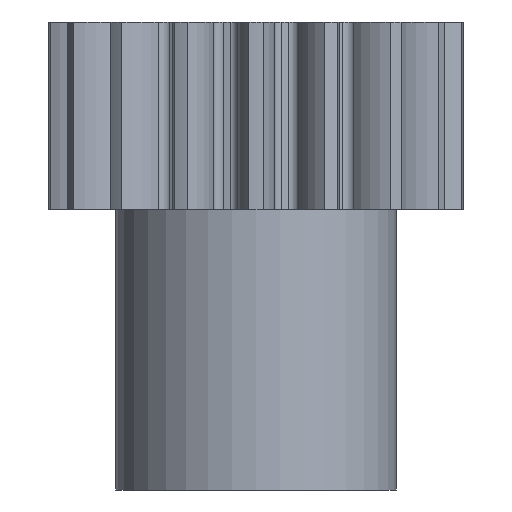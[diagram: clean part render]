
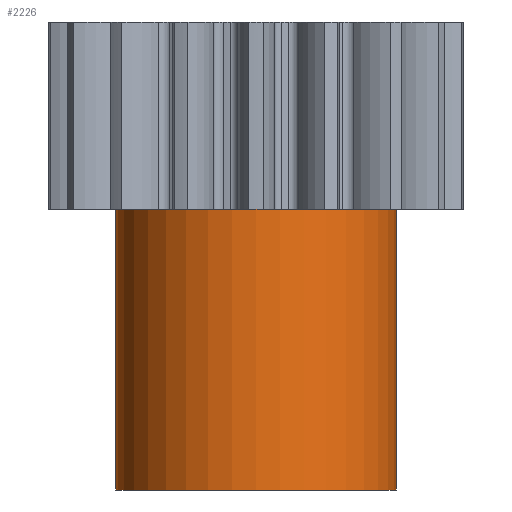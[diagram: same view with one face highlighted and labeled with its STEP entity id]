
A CAD part, front view. The second image highlights one B-rep face of the part: STEP entity #2226.
In plain terms, the highlighted cylindrical face has radius 4.5 mm (diameter 9 mm), a partial arc.
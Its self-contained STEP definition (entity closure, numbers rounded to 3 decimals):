
#7 = DIRECTION ( 'NONE',  ( 0., 0., 1. ) ) ;
#9 = LINE ( 'NONE', #26, #16 ) ;
#16 = VECTOR ( 'NONE', #7, 1000. ) ;
#26 = CARTESIAN_POINT ( 'NONE',  ( 4.5, 0., -9. ) ) ;
#34 = CARTESIAN_POINT ( 'NONE',  ( 0., 0., -9. ) ) ;
#36 = CYLINDRICAL_SURFACE ( 'NONE', #106, 4.5 ) ;
#44 = CARTESIAN_POINT ( 'NONE',  ( 0., 0., -9. ) ) ;
#74 = DIRECTION ( 'NONE',  ( 1., 0., 0. ) ) ;
#75 = DIRECTION ( 'NONE',  ( 0., 0., 1. ) ) ;
#82 = DIRECTION ( 'NONE',  ( 0., 0., 1. ) ) ;
#97 = FACE_OUTER_BOUND ( 'NONE', #2188, .T. ) ;
#106 = AXIS2_PLACEMENT_3D ( 'NONE', #34, #75, #74 ) ;
#108 = AXIS2_PLACEMENT_3D ( 'NONE', #44, #82, #121 ) ;
#121 = DIRECTION ( 'NONE',  ( 1., 0., 0. ) ) ;
#130 = CIRCLE ( 'NONE', #108, 4.5 ) ;
#168 = CARTESIAN_POINT ( 'NONE',  ( -4.5, 0., 0. ) ) ;
#171 = CARTESIAN_POINT ( 'NONE',  ( -4.5, 0., -9. ) ) ;
#205 = CARTESIAN_POINT ( 'NONE',  ( 4.5, 0., -9. ) ) ;
#277 = LINE ( 'NONE', #309, #311 ) ;
#309 = CARTESIAN_POINT ( 'NONE',  ( -4.5, 0., -9. ) ) ;
#310 = DIRECTION ( 'NONE',  ( 0., 0., 1. ) ) ;
#311 = VECTOR ( 'NONE', #310, 1000. ) ;
#421 = CARTESIAN_POINT ( 'NONE',  ( 4.5, 0., 0. ) ) ;
#1103 = CARTESIAN_POINT ( 'NONE',  ( 0., 0., 0. ) ) ;
#1104 = DIRECTION ( 'NONE',  ( 1., 0., 0. ) ) ;
#1118 = DIRECTION ( 'NONE',  ( 0., 0., 1. ) ) ;
#1129 = CIRCLE ( 'NONE', #1140, 4.5 ) ;
#1140 = AXIS2_PLACEMENT_3D ( 'NONE', #1103, #1118, #1104 ) ;
#2188 = EDGE_LOOP ( 'NONE', ( #2242, #2203, #2193, #2192 ) ) ;
#2192 = ORIENTED_EDGE ( 'NONE', *, *, #2730, .F. ) ;
#2193 = ORIENTED_EDGE ( 'NONE', *, *, #2269, .T. ) ;
#2202 = EDGE_CURVE ( 'NONE', #2274, #2296, #130, .T. ) ;
#2203 = ORIENTED_EDGE ( 'NONE', *, *, #2202, .T. ) ;
#2226 = ADVANCED_FACE ( 'NONE', ( #97 ), #36, .T. ) ;
#2242 = ORIENTED_EDGE ( 'NONE', *, *, #2327, .F. ) ;
#2269 = EDGE_CURVE ( 'NONE', #2296, #2365, #9, .T. ) ;
#2273 = VERTEX_POINT ( 'NONE', #168 ) ;
#2274 = VERTEX_POINT ( 'NONE', #171 ) ;
#2296 = VERTEX_POINT ( 'NONE', #205 ) ;
#2327 = EDGE_CURVE ( 'NONE', #2274, #2273, #277, .T. ) ;
#2365 = VERTEX_POINT ( 'NONE', #421 ) ;
#2730 = EDGE_CURVE ( 'NONE', #2273, #2365, #1129, .T. ) ;
